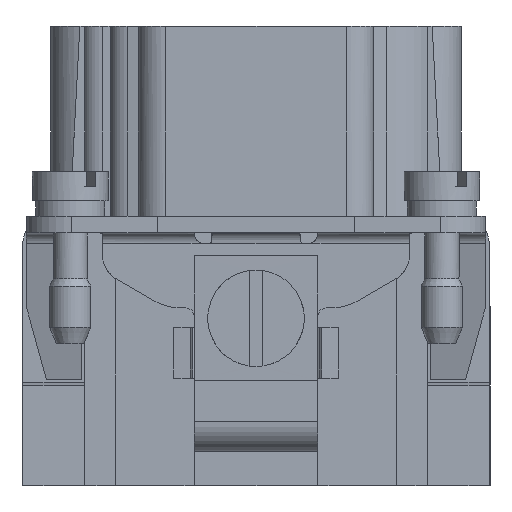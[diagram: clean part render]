
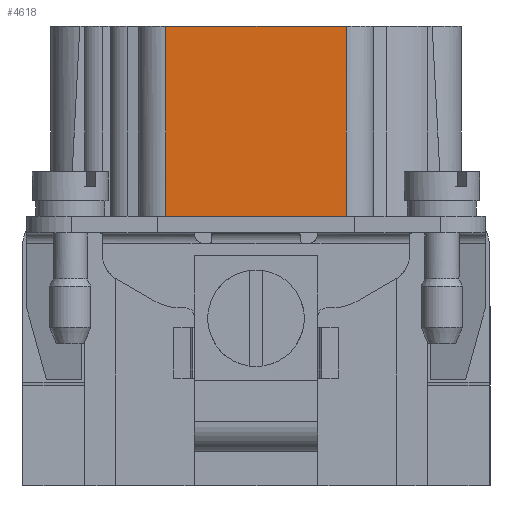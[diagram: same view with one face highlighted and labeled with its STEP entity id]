
A CAD part, left-side view. The second image highlights one B-rep face of the part: STEP entity #4618.
In plain terms, the highlighted planar face has unit normal (-1, 0, 0).
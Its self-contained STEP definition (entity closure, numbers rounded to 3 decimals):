
#4618=ADVANCED_FACE('',(#6484),#5508,.F.);
#5508=PLANE('',#25401);
#6484=FACE_OUTER_BOUND('',#7700,.T.);
#7700=EDGE_LOOP('',(#12373,#12374,#12375,#12376));
#12373=ORIENTED_EDGE('',*,*,#17931,.T.);
#12374=ORIENTED_EDGE('',*,*,#17867,.T.);
#12375=ORIENTED_EDGE('',*,*,#17932,.F.);
#12376=ORIENTED_EDGE('',*,*,#17865,.T.);
#15228=VERTEX_POINT('',#40943);
#15229=VERTEX_POINT('',#40946);
#15230=VERTEX_POINT('',#40950);
#15232=VERTEX_POINT('',#40953);
#17865=EDGE_CURVE('',#15228,#15229,#21258,.T.);
#17867=EDGE_CURVE('',#15232,#15230,#21259,.T.);
#17931=EDGE_CURVE('',#15229,#15232,#21310,.T.);
#17932=EDGE_CURVE('',#15228,#15230,#21311,.T.);
#21258=LINE('',#40947,#23276);
#21259=LINE('',#40952,#23277);
#21310=LINE('',#41079,#23328);
#21311=LINE('',#41080,#23329);
#23276=VECTOR('',#29686,1.);
#23277=VECTOR('',#29691,1.);
#23328=VECTOR('',#29808,1.);
#23329=VECTOR('',#29809,1.);
#25401=AXIS2_PLACEMENT_3D('',#41081,#29810,#29811);
#29686=DIRECTION('',(0.,0.,-1.));
#29691=DIRECTION('',(0.,0.,1.));
#29808=DIRECTION('',(0.,-1.,0.));
#29809=DIRECTION('',(0.,-1.,0.));
#29810=DIRECTION('',(1.,0.,0.));
#29811=DIRECTION('',(0.,0.,-1.));
#40943=CARTESIAN_POINT('',(-42.175,6.55,15.));
#40946=CARTESIAN_POINT('',(-42.175,6.55,1.2));
#40947=CARTESIAN_POINT('',(-42.175,6.55,15.));
#40950=CARTESIAN_POINT('',(-42.175,-6.55,15.));
#40952=CARTESIAN_POINT('',(-42.175,-6.55,15.));
#40953=CARTESIAN_POINT('',(-42.175,-6.55,1.2));
#41079=CARTESIAN_POINT('',(-42.175,8.55,1.2));
#41080=CARTESIAN_POINT('',(-42.175,8.55,15.));
#41081=CARTESIAN_POINT('',(-42.175,8.55,15.));
